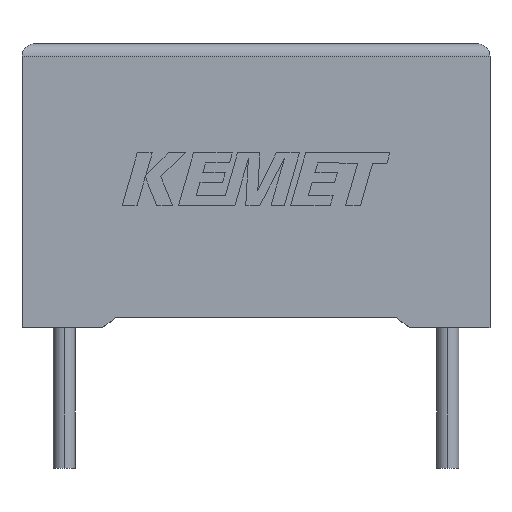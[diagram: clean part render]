
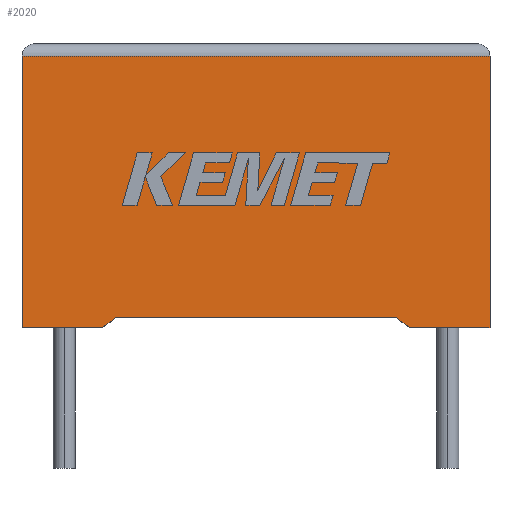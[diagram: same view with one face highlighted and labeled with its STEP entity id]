
A CAD part, top view. The second image highlights one B-rep face of the part: STEP entity #2020.
In plain terms, the highlighted planar face has unit normal (0, 0, 1).
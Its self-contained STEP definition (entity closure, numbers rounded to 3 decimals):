
#40 = LINE ( 'NONE', #514, #1085 ) ;
#144 = CARTESIAN_POINT ( 'NONE',  ( 15.15, 0., 5.2 ) ) ;
#228 = DIRECTION ( 'NONE',  ( 0., 1., 0. ) ) ;
#232 = VERTEX_POINT ( 'NONE', #481 ) ;
#260 = LINE ( 'NONE', #2359, #1175 ) ;
#261 = DIRECTION ( 'NONE',  ( -0.799, -0.602, 0. ) ) ;
#274 = LINE ( 'NONE', #2169, #2869 ) ;
#276 = EDGE_CURVE ( 'NONE', #1302, #232, #260, .T. ) ;
#279 = DIRECTION ( 'NONE',  ( -1., 0., 0. ) ) ;
#481 = CARTESIAN_POINT ( 'NONE',  ( 3.15, 0., 5.2 ) ) ;
#490 = EDGE_CURVE ( 'NONE', #1980, #1888, #274, .T. ) ;
#514 = CARTESIAN_POINT ( 'NONE',  ( 0., 0., 5.2 ) ) ;
#555 = ORIENTED_EDGE ( 'NONE', *, *, #490, .T. ) ;
#692 = CARTESIAN_POINT ( 'NONE',  ( 18.3, 10.6, 5.2 ) ) ;
#777 = EDGE_CURVE ( 'NONE', #2724, #1302, #40, .T. ) ;
#809 = VERTEX_POINT ( 'NONE', #1543 ) ;
#859 = VECTOR ( 'NONE', #3038, 1000. ) ;
#867 = DIRECTION ( 'NONE',  ( -1., 0., 0. ) ) ;
#1038 = ORIENTED_EDGE ( 'NONE', *, *, #2952, .F. ) ;
#1058 = CARTESIAN_POINT ( 'NONE',  ( 0., 0., 5.2 ) ) ;
#1085 = VECTOR ( 'NONE', #1464, 1000. ) ;
#1094 = CARTESIAN_POINT ( 'NONE',  ( 0., 0., 5.2 ) ) ;
#1106 = ORIENTED_EDGE ( 'NONE', *, *, #276, .T. ) ;
#1168 = CARTESIAN_POINT ( 'NONE',  ( 0., 0., 5.2 ) ) ;
#1175 = VECTOR ( 'NONE', #1196, 1000. ) ;
#1188 = LINE ( 'NONE', #2380, #2447 ) ;
#1196 = DIRECTION ( 'NONE',  ( 1., 0., 0. ) ) ;
#1239 = AXIS2_PLACEMENT_3D ( 'NONE', #1094, #1987, #867 ) ;
#1241 = ORIENTED_EDGE ( 'NONE', *, *, #2378, .T. ) ;
#1302 = VERTEX_POINT ( 'NONE', #1168 ) ;
#1315 = CARTESIAN_POINT ( 'NONE',  ( 15.15, 0., 5.2 ) ) ;
#1327 = PLANE ( 'NONE',  #1239 ) ;
#1359 = VERTEX_POINT ( 'NONE', #1315 ) ;
#1363 = LINE ( 'NONE', #144, #859 ) ;
#1433 = LINE ( 'NONE', #2391, #2493 ) ;
#1464 = DIRECTION ( 'NONE',  ( 0., -1., 0. ) ) ;
#1518 = CARTESIAN_POINT ( 'NONE',  ( 0., 10.6, 5.2 ) ) ;
#1543 = CARTESIAN_POINT ( 'NONE',  ( 3.658, 0.383, 5.2 ) ) ;
#1590 = FACE_OUTER_BOUND ( 'NONE', #2443, .T. ) ;
#1596 = ORIENTED_EDGE ( 'NONE', *, *, #2857, .T. ) ;
#1784 = VERTEX_POINT ( 'NONE', #2841 ) ;
#1888 = VERTEX_POINT ( 'NONE', #692 ) ;
#1980 = VERTEX_POINT ( 'NONE', #2981 ) ;
#1987 = DIRECTION ( 'NONE',  ( 0., 0., -1. ) ) ;
#2020 = ADVANCED_FACE ( 'NONE', ( #1590 ), #1327, .F. ) ;
#2024 = EDGE_CURVE ( 'NONE', #1888, #2724, #2454, .T. ) ;
#2028 = DIRECTION ( 'NONE',  ( 1., 0., 0. ) ) ;
#2169 = CARTESIAN_POINT ( 'NONE',  ( 18.3, 0., 5.2 ) ) ;
#2204 = ORIENTED_EDGE ( 'NONE', *, *, #2024, .T. ) ;
#2251 = LINE ( 'NONE', #1058, #2397 ) ;
#2324 = EDGE_CURVE ( 'NONE', #809, #232, #1433, .T. ) ;
#2359 = CARTESIAN_POINT ( 'NONE',  ( 0., 0., 5.2 ) ) ;
#2378 = EDGE_CURVE ( 'NONE', #1359, #1980, #2251, .T. ) ;
#2380 = CARTESIAN_POINT ( 'NONE',  ( 9.15, 0.383, 5.2 ) ) ;
#2391 = CARTESIAN_POINT ( 'NONE',  ( 3.15, 0., 5.2 ) ) ;
#2397 = VECTOR ( 'NONE', #2028, 1000. ) ;
#2443 = EDGE_LOOP ( 'NONE', ( #555, #2204, #2968, #1106, #2899, #1038, #1596, #1241 ) ) ;
#2447 = VECTOR ( 'NONE', #279, 1000. ) ;
#2454 = LINE ( 'NONE', #1518, #2784 ) ;
#2493 = VECTOR ( 'NONE', #261, 1000. ) ;
#2724 = VERTEX_POINT ( 'NONE', #2958 ) ;
#2726 = DIRECTION ( 'NONE',  ( -1., 0., 0. ) ) ;
#2784 = VECTOR ( 'NONE', #2726, 1000. ) ;
#2841 = CARTESIAN_POINT ( 'NONE',  ( 14.642, 0.383, 5.2 ) ) ;
#2857 = EDGE_CURVE ( 'NONE', #1784, #1359, #1363, .T. ) ;
#2869 = VECTOR ( 'NONE', #228, 1000. ) ;
#2899 = ORIENTED_EDGE ( 'NONE', *, *, #2324, .F. ) ;
#2952 = EDGE_CURVE ( 'NONE', #1784, #809, #1188, .T. ) ;
#2958 = CARTESIAN_POINT ( 'NONE',  ( 0., 10.6, 5.2 ) ) ;
#2968 = ORIENTED_EDGE ( 'NONE', *, *, #777, .T. ) ;
#2981 = CARTESIAN_POINT ( 'NONE',  ( 18.3, 0., 5.2 ) ) ;
#3038 = DIRECTION ( 'NONE',  ( 0.799, -0.602, 0. ) ) ;
